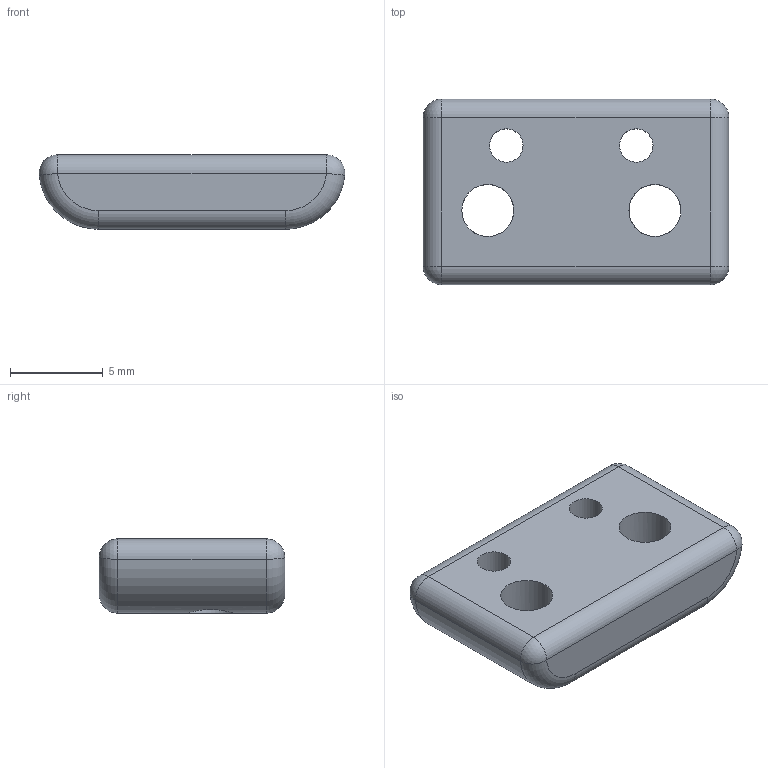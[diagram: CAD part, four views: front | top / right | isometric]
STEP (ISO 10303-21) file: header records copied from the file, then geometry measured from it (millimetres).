
FILE_DESCRIPTION(('FreeCAD Model'),'2;1');
FILE_NAME('Open CASCADE Shape Model','2021-12-29T19:05:02',('Author'),( ''),'Open CASCADE STEP processor 7.5','FreeCAD','Unknown');
FILE_SCHEMA(('AUTOMOTIVE_DESIGN { 1 0 10303 214 1 1 1 1 }'));
Length unit declared in the file: millimetre
Products named in the file (1): y-endstop.holder
Bounding box: 16.48 x 10 x 4 mm (x, y, z)
Volume: 526.6 mm3; surface area: 543.4 mm2
Topology: 1 solids, 1 shells, 24 faces, 60 edges, 32 vertices
Faces by surface type: cylinder 10, plane 4, torus 4, sphere 4, bspline 2
Full cylindrical faces by diameter (mm): 1.8 x2, 2.8 x2
Entity records: 1689 total; most frequent: CARTESIAN_POINT 573, DIRECTION 198, ORIENTED_EDGE 112, PCURVE 112, DEFINITIONAL_REPRESENTATION 112, LINE 77, VECTOR 77, AXIS2_PLACEMENT_3D 56
